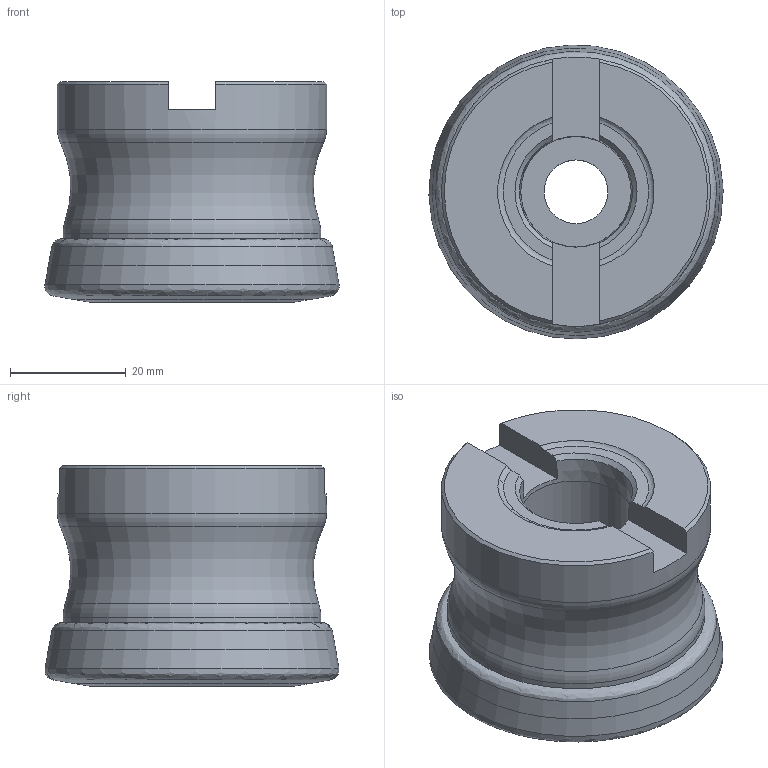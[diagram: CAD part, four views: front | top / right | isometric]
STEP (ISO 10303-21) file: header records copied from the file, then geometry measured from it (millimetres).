
FILE_DESCRIPTION(/* description */ (''),/* implementation_level */ '2;1');
FILE_NAME(/* name */ 'R220.21-02.00-SP10.6A_Basic.stp',/* time_stamp */ '2021-09-21T08:48:27+05:00',/* author */ (''),/* organization */ (''),/* preprocessor_version */ 'ST-DEVELOPER v16.7',/* originating_system */ 'SIEMENS PLM Software NX 12.0',/* authorisation */ '');
FILE_SCHEMA (('AUTOMOTIVE_DESIGN { 1 0 10303 214 3 1 1 1 }'));
Length unit declared in the file: millimetre
Products named in the file (4): CUT; NOCUT; ASSEMBLY_CONSTRUCTION; A2362787_stp_stp
Assembly tree (3 placements, depth 2):
  A2362787_stp_stp
    ASSEMBLY_CONSTRUCTION
    NOCUT
    CUT
Bounding box: 50.76 x 50.71 x 38.1 mm (x, y, z)
Volume: 61377.7 mm3; surface area: 15328.3 mm2
Topology: 2 solids, 2 shells, 49 faces, 131 edges, 92 vertices
Faces by surface type: plane 13, revolution 12, torus 11, cone 8, cylinder 5
Full cylindrical faces by diameter (mm): 11 x1, 16 x1, 19.056 x1, 44.481 x1, 46.45 x1
Entity records: 1554 total; most frequent: CARTESIAN_POINT 380, DIRECTION 222, ORIENTED_EDGE 160, AXIS2_PLACEMENT_3D 95, EDGE_LOOP 82, EDGE_CURVE 80, FACE_BOUND 66, VERTEX_POINT 64
